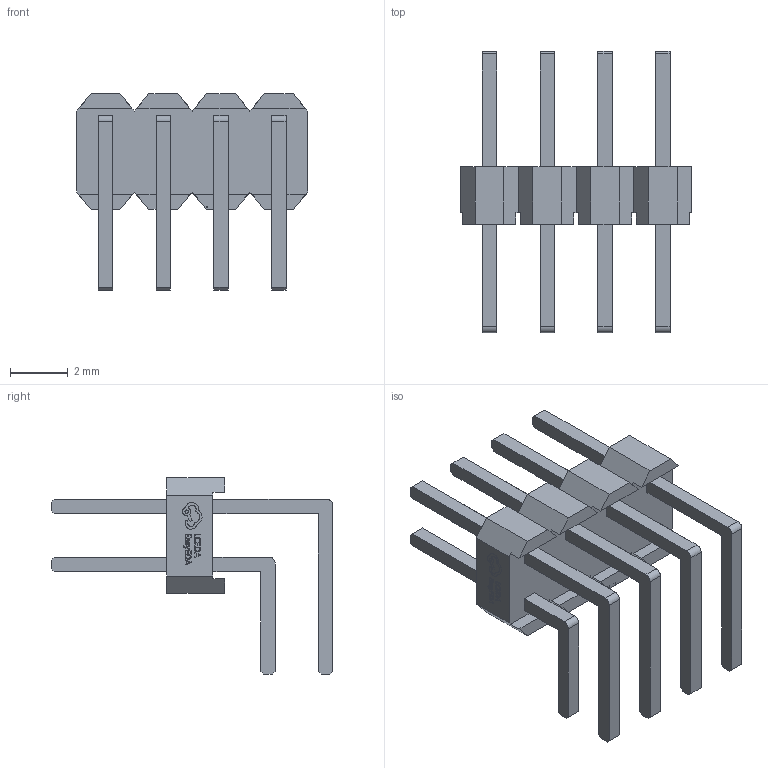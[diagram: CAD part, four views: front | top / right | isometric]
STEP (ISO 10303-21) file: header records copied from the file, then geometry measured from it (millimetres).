
FILE_DESCRIPTION(/* description */ ('Designed by EasyEDA Pro'),/* implementation_level */ '2;1');
FILE_NAME(/* name */ 'PZ_2.00_2x4P_WH.step',/* time_stamp */ '2025-03-31T16:48:49+08:00',/* author */ (''),/* organization */ (''),/* preprocessor_version */ 'ST-DEVELOPER v20.1',/* originating_system */ 'Autodesk Translation Framework v14.4.0.0',/* authorisation */ '');
FILE_SCHEMA (('AUTOMOTIVE_DESIGN { 1 0 10303 214 3 1 1 }'));
Length unit declared in the file: millimetre
Products named in the file (3): xa1i-PCBModel; xa1i-Board; xa1i-CN1-HDR-TH_8P-P2.00-H-F-R2-C2-S2.00-W8.8
Assembly tree (2 placements, depth 2):
  xa1i-PCBModel
    xa1i-Board
    xa1i-CN1-HDR-TH_8P-P2.00-H-F-R2-C2-S2.00-W8.8
Bounding box: 8.01 x 9.75 x 6.8 mm (x, y, z)
Volume: 72.9 mm3; surface area: 300.5 mm2
Topology: 1 solids, 1 shells, 514 faces, 1410 edges, 940 vertices
Faces by surface type: plane 371, bspline 135, cylinder 8
Entity records: 18383 total; most frequent: CARTESIAN_POINT 5758, ORIENTED_EDGE 2820, DIRECTION 2096, EDGE_CURVE 1410, LINE 1124, VECTOR 1124, VERTEX_POINT 940, EDGE_LOOP 556
